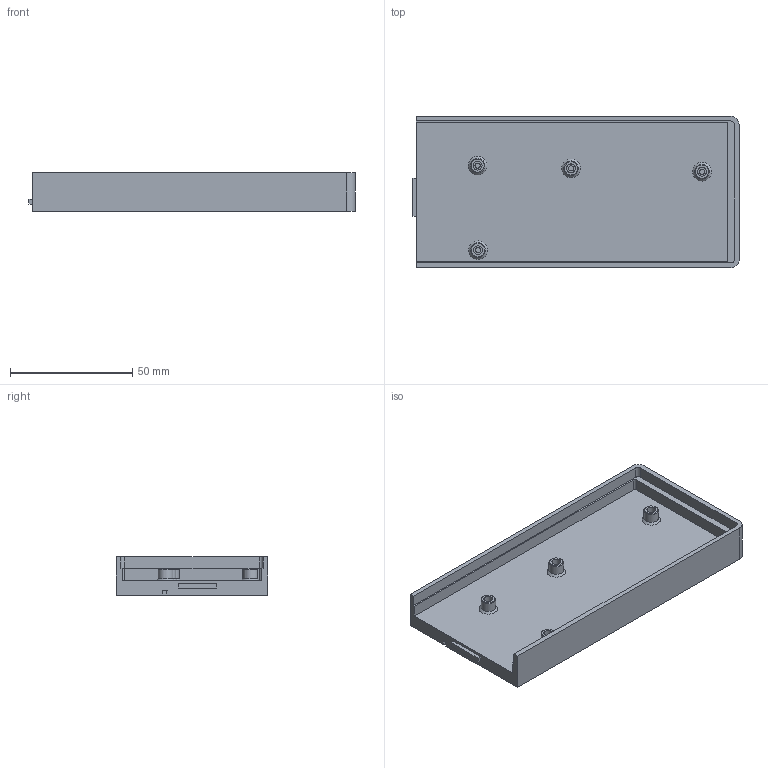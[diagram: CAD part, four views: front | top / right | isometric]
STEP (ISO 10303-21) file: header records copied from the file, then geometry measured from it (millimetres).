
FILE_DESCRIPTION(/* description */ (''),/* implementation_level */ '2;1');
FILE_NAME(/* name */ 'Case-Split-R.step',/* time_stamp */ '2022-11-18T21:02:07+02:00',/* author */ (''),/* organization */ (''),/* preprocessor_version */ 'ST-DEVELOPER v19.2',/* originating_system */ 'Autodesk Translation Framework v11.17.0.187',/* authorisation */ '');
FILE_SCHEMA (('AUTOMOTIVE_DESIGN { 1 0 10303 214 3 1 1 }'));
Length unit declared in the file: millimetre
Products named in the file (1): PRKL30_LoPro_case
Bounding box: 133.62 x 62.15 x 15.7 mm (x, y, z)
Volume: 55755.4 mm3; surface area: 26498.1 mm2
Topology: 1 solids, 1 shells, 131 faces, 313 edges, 206 vertices
Faces by surface type: plane 70, bspline 29, cylinder 24, cone 8
Full cylindrical faces by diameter (mm): 2.15 x4, 3.6 x4, 5.2 x3, 6 x4, 8.2 x2
Entity records: 4096 total; most frequent: CARTESIAN_POINT 1162, ORIENTED_EDGE 626, DIRECTION 515, EDGE_CURVE 313, VERTEX_POINT 206, LINE 197, VECTOR 197, AXIS2_PLACEMENT_3D 159
